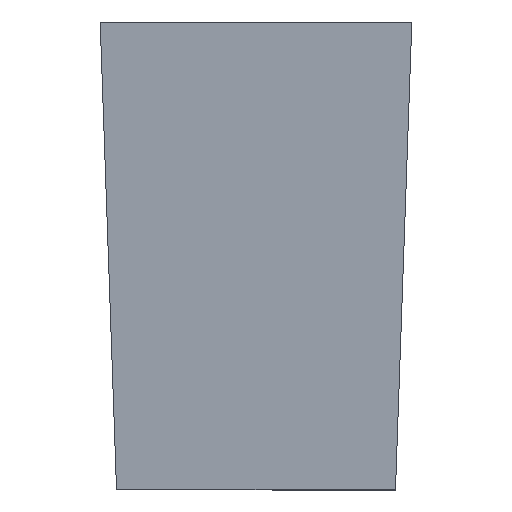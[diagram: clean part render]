
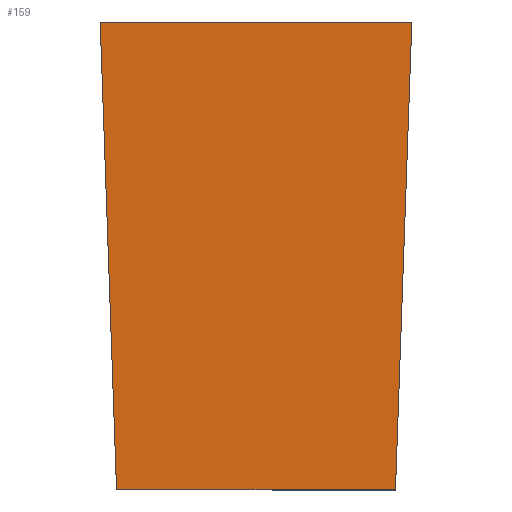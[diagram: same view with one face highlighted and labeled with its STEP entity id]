
A CAD part, top view. The second image highlights one B-rep face of the part: STEP entity #159.
In plain terms, the highlighted planar face has unit normal (0, -0.035, 0.999).
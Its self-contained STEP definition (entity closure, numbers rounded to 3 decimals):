
#22 = DIRECTION ( 'NONE',  ( 0., -0.999, -0.035 ) ) ;
#47 = PLANE ( 'NONE',  #678 ) ;
#74 = CARTESIAN_POINT ( 'NONE',  ( 0., -60., -2.095 ) ) ;
#84 = CARTESIAN_POINT ( 'NONE',  ( 0., 0., 0. ) ) ;
#100 = DIRECTION ( 'NONE',  ( 1., 0., 0. ) ) ;
#104 = ORIENTED_EDGE ( 'NONE', *, *, #653, .F. ) ;
#147 = VECTOR ( 'NONE', #100, 1000. ) ;
#159 = ADVANCED_FACE ( 'NONE', ( #485 ), #47, .T. ) ;
#161 = CARTESIAN_POINT ( 'NONE',  ( 2.095, -60., -2.095 ) ) ;
#165 = CARTESIAN_POINT ( 'NONE',  ( 0., 0., 0. ) ) ;
#193 = VERTEX_POINT ( 'NONE', #482 ) ;
#194 = DIRECTION ( 'NONE',  ( 1., 0., 0. ) ) ;
#207 = VERTEX_POINT ( 'NONE', #355 ) ;
#217 = EDGE_LOOP ( 'NONE', ( #104, #297, #632, #538 ) ) ;
#226 = DIRECTION ( 'NONE',  ( 0.035, 0.999, 0.035 ) ) ;
#248 = DIRECTION ( 'NONE',  ( 0., -0.035, 0.999 ) ) ;
#252 = VERTEX_POINT ( 'NONE', #619 ) ;
#256 = LINE ( 'NONE', #533, #147 ) ;
#270 = LINE ( 'NONE', #553, #475 ) ;
#297 = ORIENTED_EDGE ( 'NONE', *, *, #352, .F. ) ;
#323 = VECTOR ( 'NONE', #194, 1000. ) ;
#333 = DIRECTION ( 'NONE',  ( -0.035, 0.999, 0.035 ) ) ;
#352 = EDGE_CURVE ( 'NONE', #381, #252, #514, .T. ) ;
#355 = CARTESIAN_POINT ( 'NONE',  ( 40., 0., 0. ) ) ;
#381 = VERTEX_POINT ( 'NONE', #161 ) ;
#475 = VECTOR ( 'NONE', #226, 1000. ) ;
#481 = EDGE_CURVE ( 'NONE', #381, #193, #516, .T. ) ;
#482 = CARTESIAN_POINT ( 'NONE',  ( 37.905, -60., -2.095 ) ) ;
#485 = FACE_OUTER_BOUND ( 'NONE', #217, .T. ) ;
#514 = LINE ( 'NONE', #165, #692 ) ;
#516 = LINE ( 'NONE', #74, #323 ) ;
#533 = CARTESIAN_POINT ( 'NONE',  ( 0., 0., 0. ) ) ;
#538 = ORIENTED_EDGE ( 'NONE', *, *, #704, .T. ) ;
#553 = CARTESIAN_POINT ( 'NONE',  ( 39.951, -1.393, -0.049 ) ) ;
#619 = CARTESIAN_POINT ( 'NONE',  ( 0., 0., 0. ) ) ;
#632 = ORIENTED_EDGE ( 'NONE', *, *, #481, .T. ) ;
#653 = EDGE_CURVE ( 'NONE', #252, #207, #256, .T. ) ;
#678 = AXIS2_PLACEMENT_3D ( 'NONE', #84, #248, #22 ) ;
#692 = VECTOR ( 'NONE', #333, 1000. ) ;
#704 = EDGE_CURVE ( 'NONE', #193, #207, #270, .T. ) ;
